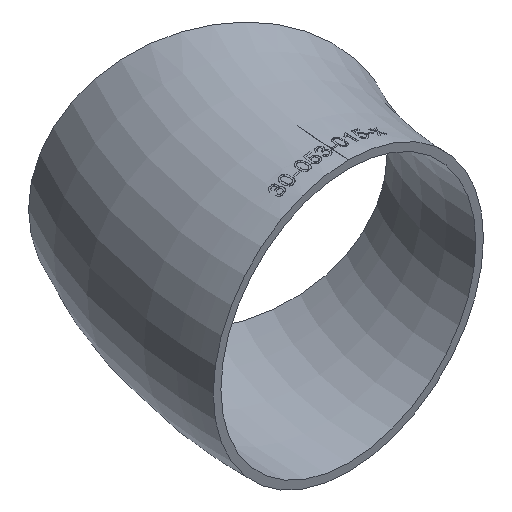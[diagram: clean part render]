
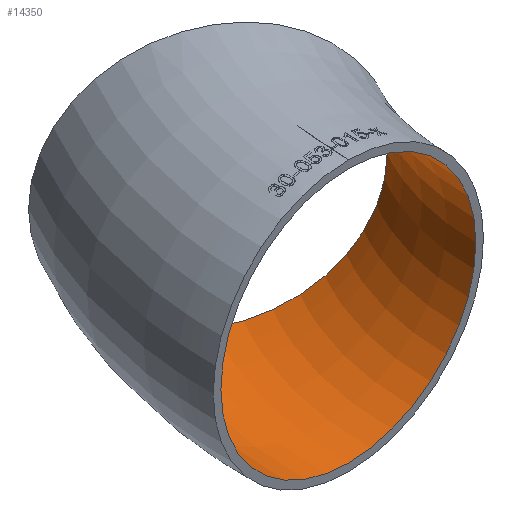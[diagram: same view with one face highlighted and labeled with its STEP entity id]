
A CAD part, isometric view. The second image highlights one B-rep face of the part: STEP entity #14350.
In plain terms, the highlighted toroidal (fillet/blend) face has major radius 72.5 mm and minor radius 25 mm.
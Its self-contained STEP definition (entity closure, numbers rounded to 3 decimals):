
#580 = DIRECTION ( 'NONE',  ( 0., 1., 0. ) ) ;
#652 = DIRECTION ( 'NONE',  ( 0.5, 0.866, 0. ) ) ;
#997 = VERTEX_POINT ( 'NONE', #9564 ) ;
#1382 = FACE_OUTER_BOUND ( 'NONE', #15533, .T. ) ;
#3128 = ORIENTED_EDGE ( 'NONE', *, *, #15281, .F. ) ;
#3608 = CARTESIAN_POINT ( 'NONE',  ( -62.787, 36.25, 0. ) ) ;
#6708 = CIRCLE ( 'NONE', #18446, 25. ) ;
#6832 = CARTESIAN_POINT ( 'NONE',  ( -84.437, 48.75, 0. ) ) ;
#8570 = EDGE_CURVE ( 'NONE', #9654, #9654, #10985, .T. ) ;
#9564 = CARTESIAN_POINT ( 'NONE',  ( -72.5, 0., 25. ) ) ;
#9654 = VERTEX_POINT ( 'NONE', #6832 ) ;
#10022 = FACE_OUTER_BOUND ( 'NONE', #17127, .T. ) ;
#10985 = CIRCLE ( 'NONE', #15524, 25. ) ;
#12415 = TOROIDAL_SURFACE ( 'NONE', #13905, 72.5, 25. ) ;
#12771 = ORIENTED_EDGE ( 'NONE', *, *, #8570, .T. ) ;
#12776 = CARTESIAN_POINT ( 'NONE',  ( 0., 0., 0. ) ) ;
#13905 = AXIS2_PLACEMENT_3D ( 'NONE', #12776, #18528, #15975 ) ;
#14350 = ADVANCED_FACE ( 'NONE', ( #1382, #10022 ), #12415, .F. ) ;
#14823 = DIRECTION ( 'NONE',  ( 0., 0., 1. ) ) ;
#15281 = EDGE_CURVE ( 'NONE', #997, #997, #6708, .T. ) ;
#15524 = AXIS2_PLACEMENT_3D ( 'NONE', #3608, #652, #16782 ) ;
#15533 = EDGE_LOOP ( 'NONE', ( #12771 ) ) ;
#15975 = DIRECTION ( 'NONE',  ( -1., 0., 0. ) ) ;
#16782 = DIRECTION ( 'NONE',  ( -0.866, 0.5, 0. ) ) ;
#17127 = EDGE_LOOP ( 'NONE', ( #3128 ) ) ;
#17843 = CARTESIAN_POINT ( 'NONE',  ( -72.5, 0., 0. ) ) ;
#18446 = AXIS2_PLACEMENT_3D ( 'NONE', #17843, #580, #14823 ) ;
#18528 = DIRECTION ( 'NONE',  ( 0., 0., -1. ) ) ;
